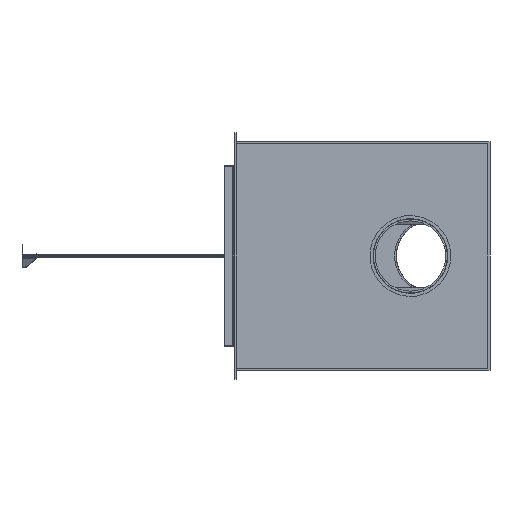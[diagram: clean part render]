
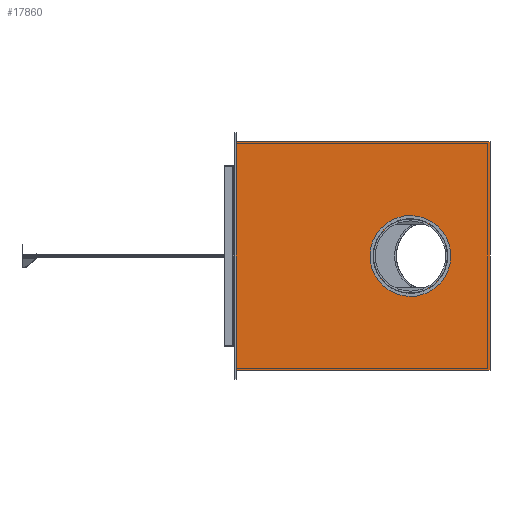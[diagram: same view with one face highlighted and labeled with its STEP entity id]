
A CAD part, left-side view. The second image highlights one B-rep face of the part: STEP entity #17860.
In plain terms, the highlighted planar face has unit normal (-1, 0, 0).
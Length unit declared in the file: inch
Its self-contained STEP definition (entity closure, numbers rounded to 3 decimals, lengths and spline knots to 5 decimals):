
#731 = LINE ( 'NONE', #1085, #17088 ) ;
#777 = CARTESIAN_POINT ( 'NONE',  ( -24.25, 5., 0. ) ) ;
#914 = DIRECTION ( 'NONE',  ( 0., 1., 0. ) ) ;
#1085 = CARTESIAN_POINT ( 'NONE',  ( -24.25, -6., -16.25 ) ) ;
#1881 = DIRECTION ( 'NONE',  ( -1., 0., 0. ) ) ;
#2277 = EDGE_CURVE ( 'NONE', #7558, #8790, #731, .T. ) ;
#2715 = EDGE_LOOP ( 'NONE', ( #4010, #15535, #11536, #13737 ) ) ;
#2730 = AXIS2_PLACEMENT_3D ( 'NONE', #17440, #6430, #4865 ) ;
#2740 = EDGE_CURVE ( 'NONE', #8790, #3035, #13254, .T. ) ;
#2898 = CIRCLE ( 'NONE', #15680, 5. ) ;
#3035 = VERTEX_POINT ( 'NONE', #13799 ) ;
#3304 = FACE_BOUND ( 'NONE', #9097, .T. ) ;
#3500 = VECTOR ( 'NONE', #13190, 39.37008 ) ;
#3709 = VECTOR ( 'NONE', #16157, 39.37008 ) ;
#3744 = DIRECTION ( 'NONE',  ( 0., 0., 1. ) ) ;
#4010 = ORIENTED_EDGE ( 'NONE', *, *, #4929, .T. ) ;
#4563 = EDGE_CURVE ( 'NONE', #11569, #6990, #2898, .T. ) ;
#4713 = LINE ( 'NONE', #7417, #3500 ) ;
#4865 = DIRECTION ( 'NONE',  ( 0., 0., 1. ) ) ;
#4878 = ORIENTED_EDGE ( 'NONE', *, *, #4563, .F. ) ;
#4929 = EDGE_CURVE ( 'NONE', #11854, #3035, #4713, .T. ) ;
#6430 = DIRECTION ( 'NONE',  ( -1., 0., 0. ) ) ;
#6507 = CARTESIAN_POINT ( 'NONE',  ( -24.25, -6.32019, 16.25 ) ) ;
#6990 = VERTEX_POINT ( 'NONE', #10176 ) ;
#7284 = CARTESIAN_POINT ( 'NONE',  ( -24.25, 29.75, 0. ) ) ;
#7417 = CARTESIAN_POINT ( 'NONE',  ( -24.25, -6., 16.25 ) ) ;
#7558 = VERTEX_POINT ( 'NONE', #12738 ) ;
#7931 = DIRECTION ( 'NONE',  ( -1., 0., 0. ) ) ;
#8790 = VERTEX_POINT ( 'NONE', #14066 ) ;
#8909 = DIRECTION ( 'NONE',  ( 0., 0., 1. ) ) ;
#9097 = EDGE_LOOP ( 'NONE', ( #4878, #14283 ) ) ;
#9221 = VECTOR ( 'NONE', #12322, 39.37008 ) ;
#9305 = EDGE_CURVE ( 'NONE', #7558, #11854, #18000, .T. ) ;
#9531 = CARTESIAN_POINT ( 'NONE',  ( -24.25, -6.32019, -16. ) ) ;
#10176 = CARTESIAN_POINT ( 'NONE',  ( -24.25, 5., -5. ) ) ;
#10471 = CARTESIAN_POINT ( 'NONE',  ( -24.25, 5., 5. ) ) ;
#10496 = CARTESIAN_POINT ( 'NONE',  ( -24.25, 5., 0. ) ) ;
#11536 = ORIENTED_EDGE ( 'NONE', *, *, #2277, .F. ) ;
#11569 = VERTEX_POINT ( 'NONE', #10471 ) ;
#11638 = AXIS2_PLACEMENT_3D ( 'NONE', #777, #7931, #3744 ) ;
#11854 = VERTEX_POINT ( 'NONE', #6507 ) ;
#12322 = DIRECTION ( 'NONE',  ( 0., 0., 1. ) ) ;
#12738 = CARTESIAN_POINT ( 'NONE',  ( -24.25, -6.32019, -16.25 ) ) ;
#12829 = EDGE_CURVE ( 'NONE', #6990, #11569, #17299, .T. ) ;
#13190 = DIRECTION ( 'NONE',  ( 0., 1., 0. ) ) ;
#13254 = LINE ( 'NONE', #7284, #3709 ) ;
#13737 = ORIENTED_EDGE ( 'NONE', *, *, #9305, .T. ) ;
#13799 = CARTESIAN_POINT ( 'NONE',  ( -24.25, 29.75, 16.25 ) ) ;
#14066 = CARTESIAN_POINT ( 'NONE',  ( -24.25, 29.75, -16.25 ) ) ;
#14283 = ORIENTED_EDGE ( 'NONE', *, *, #12829, .F. ) ;
#14666 = PLANE ( 'NONE',  #2730 ) ;
#14848 = FACE_OUTER_BOUND ( 'NONE', #2715, .T. ) ;
#15535 = ORIENTED_EDGE ( 'NONE', *, *, #2740, .F. ) ;
#15680 = AXIS2_PLACEMENT_3D ( 'NONE', #10496, #1881, #8909 ) ;
#16157 = DIRECTION ( 'NONE',  ( 0., 0., 1. ) ) ;
#17088 = VECTOR ( 'NONE', #914, 39.37008 ) ;
#17299 = CIRCLE ( 'NONE', #11638, 5. ) ;
#17440 = CARTESIAN_POINT ( 'NONE',  ( -24.25, -6., -16. ) ) ;
#17860 = ADVANCED_FACE ( 'NONE', ( #3304, #14848 ), #14666, .T. ) ;
#18000 = LINE ( 'NONE', #9531, #9221 ) ;
